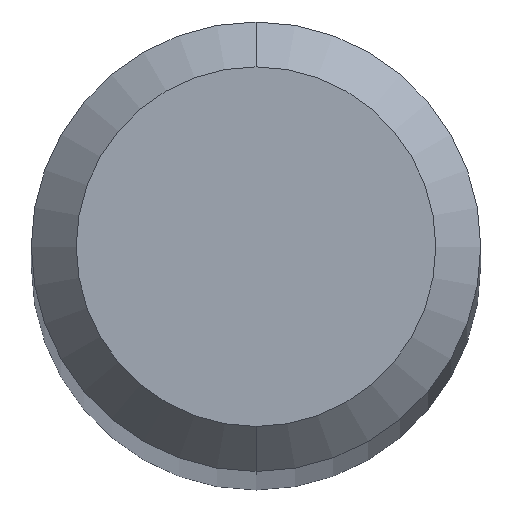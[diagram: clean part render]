
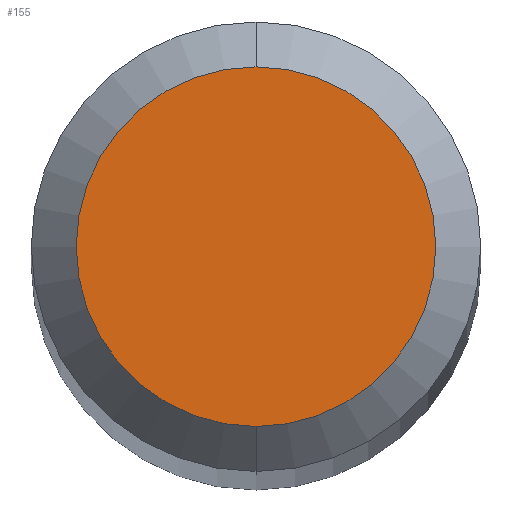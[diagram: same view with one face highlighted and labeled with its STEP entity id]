
A CAD part, top view. The second image highlights one B-rep face of the part: STEP entity #155.
In plain terms, the highlighted planar face has unit normal (0, 0, 1).
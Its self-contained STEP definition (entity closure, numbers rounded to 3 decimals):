
#18 = DIRECTION ( 'NONE',  ( 0., 0., 1. ) ) ;
#29 = AXIS2_PLACEMENT_3D ( 'NONE', #153, #200, #54 ) ;
#46 = CARTESIAN_POINT ( 'NONE',  ( 0., 1.128, 0. ) ) ;
#48 = DIRECTION ( 'NONE',  ( 0., 1., 0. ) ) ;
#54 = DIRECTION ( 'NONE',  ( 0., 1., 0. ) ) ;
#58 = VERTEX_POINT ( 'NONE', #46 ) ;
#60 = VERTEX_POINT ( 'NONE', #199 ) ;
#62 = EDGE_LOOP ( 'NONE', ( #65, #209 ) ) ;
#65 = ORIENTED_EDGE ( 'NONE', *, *, #100, .T. ) ;
#71 = CARTESIAN_POINT ( 'NONE',  ( 0., 0., 0. ) ) ;
#96 = FACE_OUTER_BOUND ( 'NONE', #62, .T. ) ;
#100 = EDGE_CURVE ( 'NONE', #58, #60, #113, .T. ) ;
#113 = CIRCLE ( 'NONE', #164, 1.128 ) ;
#117 = CIRCLE ( 'NONE', #127, 1.128 ) ;
#121 = PLANE ( 'NONE',  #29 ) ;
#127 = AXIS2_PLACEMENT_3D ( 'NONE', #71, #156, #171 ) ;
#130 = CARTESIAN_POINT ( 'NONE',  ( 0., 0., 0. ) ) ;
#153 = CARTESIAN_POINT ( 'NONE',  ( 0., 1.41, 0. ) ) ;
#155 = ADVANCED_FACE ( 'NONE', ( #96 ), #121, .F. ) ;
#156 = DIRECTION ( 'NONE',  ( 0., 0., 1. ) ) ;
#157 = EDGE_CURVE ( 'NONE', #60, #58, #117, .T. ) ;
#164 = AXIS2_PLACEMENT_3D ( 'NONE', #130, #18, #48 ) ;
#171 = DIRECTION ( 'NONE',  ( 0., 1., 0. ) ) ;
#199 = CARTESIAN_POINT ( 'NONE',  ( 0., -1.128, 0. ) ) ;
#200 = DIRECTION ( 'NONE',  ( 0., 0., -1. ) ) ;
#209 = ORIENTED_EDGE ( 'NONE', *, *, #157, .T. ) ;
